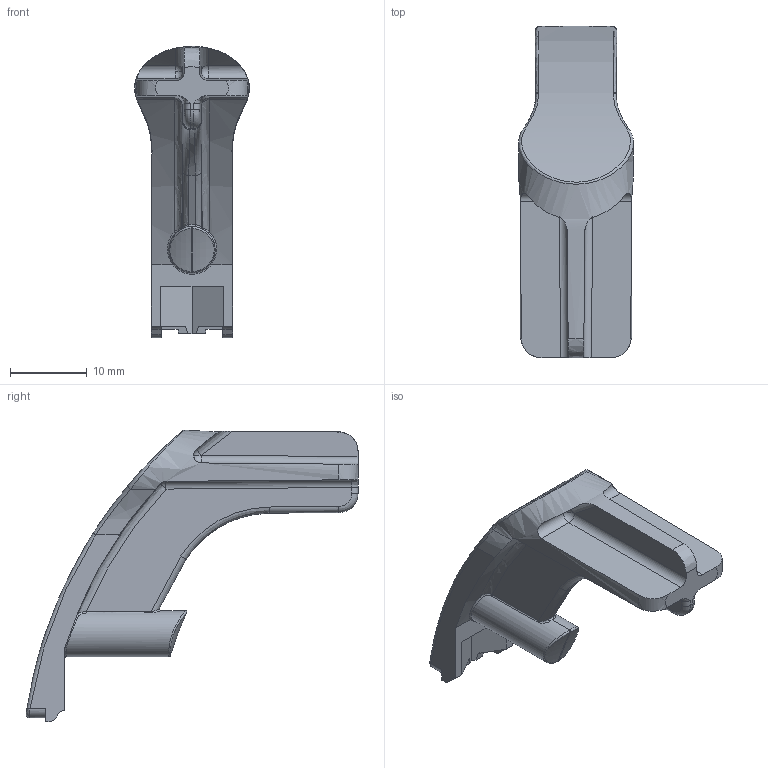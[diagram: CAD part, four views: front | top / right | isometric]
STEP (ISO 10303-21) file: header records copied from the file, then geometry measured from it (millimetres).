
FILE_DESCRIPTION (( 'STEP AP203' ), '1' );
FILE_NAME ('151086.step', '2021-06-03T16:16:43', ( '' ), ( '' ), 'SwSTEP 2.0', 'SolidWorks 2021', '' );
FILE_SCHEMA (( 'CONFIG_CONTROL_DESIGN' ));
Length unit declared in the file: millimetre
Products named in the file (1): 151086
Bounding box: 14.92 x 43.14 x 37.87 mm (x, y, z)
Volume: 3524.1 mm3; surface area: 2881 mm2
Topology: 1 solids, 1 shells, 117 faces, 306 edges, 188 vertices
Faces by surface type: bspline 36, cylinder 34, plane 33, torus 7, sphere 5, cone 2
Entity records: 6073 total; most frequent: CARTESIAN_POINT 3503, ORIENTED_EDGE 604, DIRECTION 426, EDGE_CURVE 302, VERTEX_POINT 187, AXIS2_PLACEMENT_3D 159, FACE_OUTER_BOUND 117, EDGE_LOOP 117
